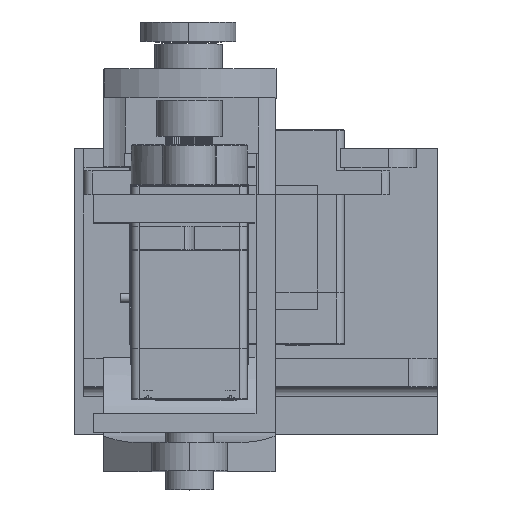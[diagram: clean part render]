
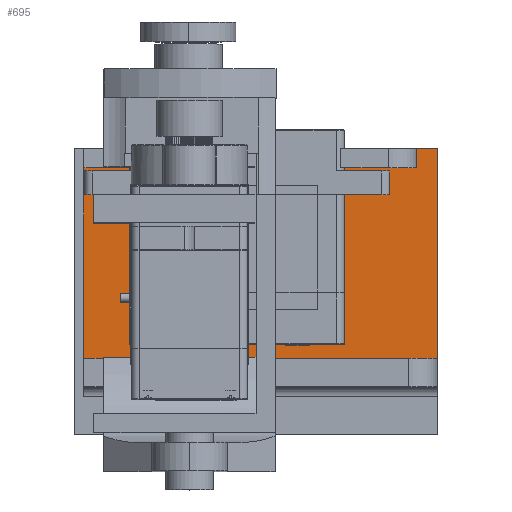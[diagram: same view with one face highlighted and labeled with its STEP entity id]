
A CAD part, top view. The second image highlights one B-rep face of the part: STEP entity #695.
In plain terms, the highlighted planar face has unit normal (0, 0, 1).
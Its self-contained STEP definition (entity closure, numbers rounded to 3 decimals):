
#283=CARTESIAN_POINT('',(36.,27.,2.05));
#284=VERTEX_POINT('',#283);
#291=CARTESIAN_POINT('',(36.,5.,2.05));
#292=VERTEX_POINT('',#291);
#293=CARTESIAN_POINT('',(36.,27.,2.05));
#294=DIRECTION('',(0.,-1.,0.));
#295=VECTOR('',#294,22.);
#296=LINE('',#293,#295);
#297=EDGE_CURVE('',#284,#292,#296,.T.);
#369=CARTESIAN_POINT('',(-1.05,5.,2.05));
#370=VERTEX_POINT('',#369);
#377=CARTESIAN_POINT('',(-1.05,25.,2.05));
#378=VERTEX_POINT('',#377);
#379=CARTESIAN_POINT('',(-1.05,25.,2.05));
#380=DIRECTION('',(0.,-1.,0.));
#381=VECTOR('',#380,20.);
#382=LINE('',#379,#381);
#383=EDGE_CURVE('',#378,#370,#382,.T.);
#407=CARTESIAN_POINT('',(3.95,27.,2.05));
#408=VERTEX_POINT('',#407);
#409=CARTESIAN_POINT('',(3.95,25.,2.05));
#410=VERTEX_POINT('',#409);
#411=CARTESIAN_POINT('',(3.95,27.,2.05));
#412=DIRECTION('',(0.,-1.,0.));
#413=VECTOR('',#412,2.);
#414=LINE('',#411,#413);
#415=EDGE_CURVE('',#408,#410,#414,.T.);
#447=CARTESIAN_POINT('',(25.89,27.,2.05));
#448=VERTEX_POINT('',#447);
#457=CARTESIAN_POINT('',(25.89,25.,2.05));
#458=VERTEX_POINT('',#457);
#459=CARTESIAN_POINT('',(25.89,27.,2.05));
#460=DIRECTION('',(0.,-1.,0.));
#461=VECTOR('',#460,2.);
#462=LINE('',#459,#461);
#463=EDGE_CURVE('',#448,#458,#462,.T.);
#487=CARTESIAN_POINT('',(33.89,27.,2.05));
#488=VERTEX_POINT('',#487);
#489=CARTESIAN_POINT('',(33.89,25.,2.05));
#490=VERTEX_POINT('',#489);
#491=CARTESIAN_POINT('',(33.89,27.,2.05));
#492=DIRECTION('',(0.,-1.,0.));
#493=VECTOR('',#492,2.);
#494=LINE('',#491,#493);
#495=EDGE_CURVE('',#488,#490,#494,.T.);
#539=CARTESIAN_POINT('',(-1.05,25.,2.05));
#540=DIRECTION('',(1.,0.,0.));
#541=VECTOR('',#540,5.);
#542=LINE('',#539,#541);
#543=EDGE_CURVE('',#378,#410,#542,.T.);
#584=CARTESIAN_POINT('',(25.89,27.,2.05));
#585=DIRECTION('',(-1.,0.,-0.));
#586=VECTOR('',#585,21.94);
#587=LINE('',#584,#586);
#588=EDGE_CURVE('',#448,#408,#587,.T.);
#607=CARTESIAN_POINT('',(36.,27.,2.05));
#608=DIRECTION('',(-1.,0.,-0.));
#609=VECTOR('',#608,2.11);
#610=LINE('',#607,#609);
#611=EDGE_CURVE('',#284,#488,#610,.T.);
#668=CARTESIAN_POINT('',(14.95,29.,2.05));
#669=DIRECTION('',(-0.,0.,1.));
#670=DIRECTION('',(1.,0.,0.));
#671=AXIS2_PLACEMENT_3D('',#668,#669,#670);
#672=PLANE('',#671);
#673=ORIENTED_EDGE('',*,*,#611,.T.);
#674=ORIENTED_EDGE('',*,*,#495,.T.);
#675=CARTESIAN_POINT('',(25.89,25.,2.05));
#676=DIRECTION('',(1.,0.,0.));
#677=VECTOR('',#676,8.);
#678=LINE('',#675,#677);
#679=EDGE_CURVE('',#458,#490,#678,.T.);
#680=ORIENTED_EDGE('',*,*,#679,.F.);
#681=ORIENTED_EDGE('',*,*,#463,.F.);
#682=ORIENTED_EDGE('',*,*,#588,.T.);
#683=ORIENTED_EDGE('',*,*,#415,.T.);
#684=ORIENTED_EDGE('',*,*,#543,.F.);
#685=ORIENTED_EDGE('',*,*,#383,.T.);
#686=CARTESIAN_POINT('',(36.,5.,2.05));
#687=DIRECTION('',(-1.,0.,-0.));
#688=VECTOR('',#687,37.05);
#689=LINE('',#686,#688);
#690=EDGE_CURVE('',#292,#370,#689,.T.);
#691=ORIENTED_EDGE('',*,*,#690,.F.);
#692=ORIENTED_EDGE('',*,*,#297,.F.);
#693=EDGE_LOOP('',(#673,#674,#680,#681,#682,#683,#684,#685,#691,#692));
#694=FACE_BOUND('',#693,.T.);
#695=ADVANCED_FACE('',(#694),#672,.T.);
